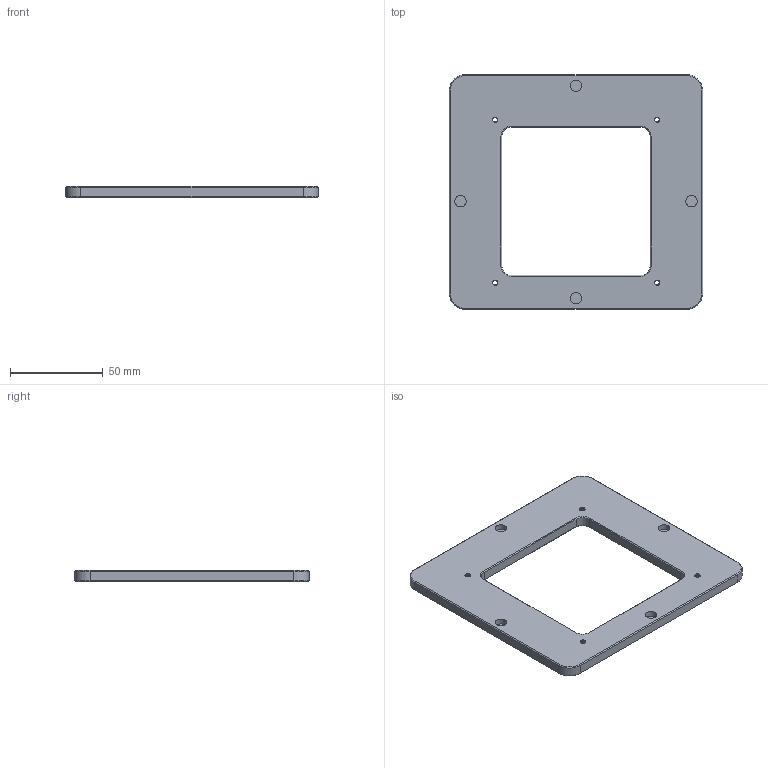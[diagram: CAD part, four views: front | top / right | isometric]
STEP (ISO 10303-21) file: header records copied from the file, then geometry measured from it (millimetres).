
FILE_DESCRIPTION(('FreeCAD Model'),'2;1');
FILE_NAME('Open CASCADE Shape Model','2023-11-25T15:46:11',(''),(''), 'Open CASCADE STEP processor 7.6','FreeCAD','Unknown');
FILE_SCHEMA(('AUTOMOTIVE_DESIGN { 1 0 10303 214 1 1 1 1 }'));
Products named in the file (1): MountingBracket
Bounding box: 136.6 x 126.6 x 6 mm (x, y, z)
Volume: 64385.7 mm3; surface area: 26668.7 mm2
Topology: 1 solids, 1 shells, 250 faces, 536 edges, 292 vertices
Faces by surface type: bspline 140, cylinder 60, plane 30, cone 20
Full cylindrical faces by diameter (mm): 2.52 x40, 6.2 x4
Entity records: 44491 total; most frequent: CARTESIAN_POINT 34900, DIRECTION 1266, ORIENTED_EDGE 1072, PCURVE 1072, DEFINITIONAL_REPRESENTATION 1072, LINE 912, VECTOR 912, B_SPLINE_CURVE_WITH_KNOTS 604
